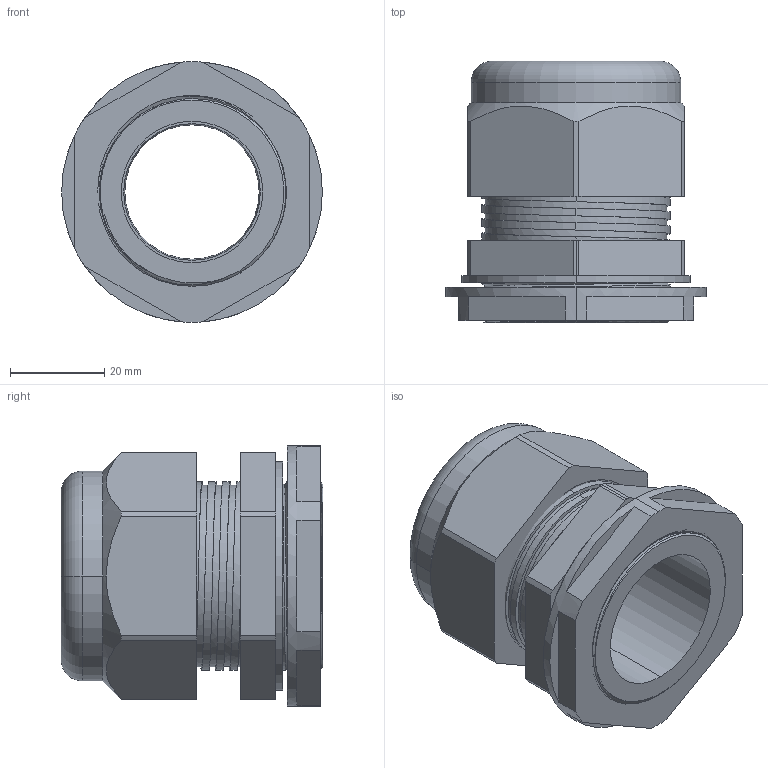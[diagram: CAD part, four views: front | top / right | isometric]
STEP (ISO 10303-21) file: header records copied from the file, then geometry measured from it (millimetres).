
FILE_DESCRIPTION (( 'STEP AP203' ), '1' );
FILE_NAME ('BM-ENX-25-W.step', '2016-02-11T13:26:18', ( '' ), ( '' ), 'SwSTEP 2.0', 'SolidWorks 2015', '' );
FILE_SCHEMA (( 'CONFIG_CONTROL_DESIGN' ));
Length unit declared in the file: millimetre
Products named in the file (1): BM-ENX-25-W
Bounding box: 55.3 x 55.5 x 55.3 mm (x, y, z)
Volume: 51903.4 mm3; surface area: 36920.7 mm2
Topology: 5 solids, 5 shells, 243 faces, 682 edges, 453 vertices
Faces by surface type: plane 140, cylinder 82, bspline 10, cone 7, torus 4
Entity records: 12165 total; most frequent: CARTESIAN_POINT 6012, ORIENTED_EDGE 1364, DIRECTION 1219, EDGE_CURVE 682, VERTEX_POINT 453, AXIS2_PLACEMENT_3D 439, LINE 341, VECTOR 341
